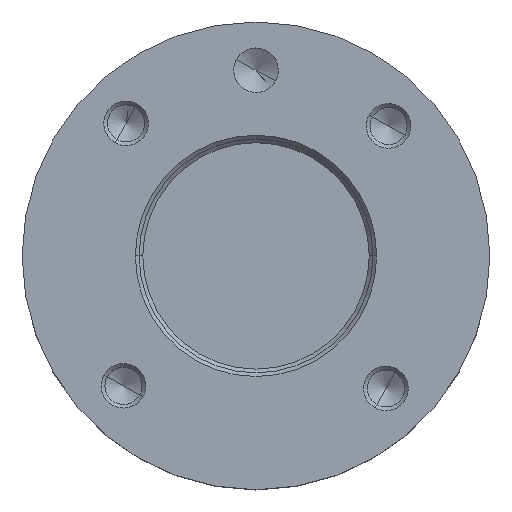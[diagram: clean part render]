
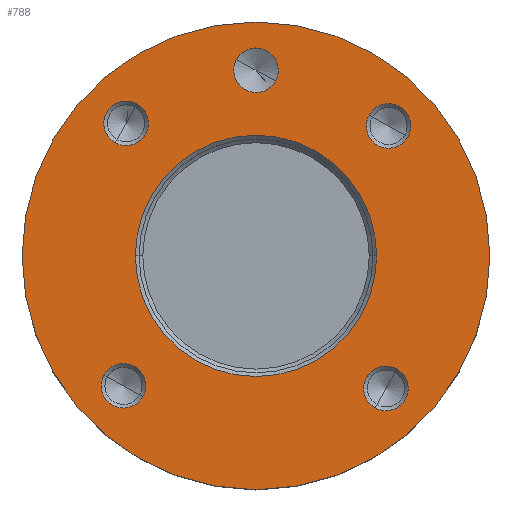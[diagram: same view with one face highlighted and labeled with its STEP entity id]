
A CAD part, top view. The second image highlights one B-rep face of the part: STEP entity #788.
In plain terms, the highlighted planar face has unit normal (0, 0, 1).
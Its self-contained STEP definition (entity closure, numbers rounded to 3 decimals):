
#95=CARTESIAN_POINT('Vertex',(31.5,0.,20.)) ;
#109=CARTESIAN_POINT('Vertex',(-31.5,0.,20.)) ;
#112=CARTESIAN_POINT('Axis2P3D Location',(0.,0.,20.)) ;
#129=CARTESIAN_POINT('Axis2P3D Location',(0.,0.,20.)) ;
#504=CARTESIAN_POINT('Vertex',(16.062,-20.486,20.)) ;
#507=CARTESIAN_POINT('Axis2P3D Location',(17.5,-17.854,20.)) ;
#511=CARTESIAN_POINT('Vertex',(18.938,-15.221,20.)) ;
#531=CARTESIAN_POINT('Axis2P3D Location',(17.5,-17.854,20.)) ;
#552=CARTESIAN_POINT('Vertex',(15.221,18.938,20.)) ;
#555=CARTESIAN_POINT('Axis2P3D Location',(17.854,17.5,20.)) ;
#559=CARTESIAN_POINT('Vertex',(20.486,16.062,20.)) ;
#579=CARTESIAN_POINT('Axis2P3D Location',(17.854,17.5,20.)) ;
#600=CARTESIAN_POINT('Vertex',(-18.938,15.221,20.)) ;
#603=CARTESIAN_POINT('Axis2P3D Location',(-17.5,17.854,20.)) ;
#607=CARTESIAN_POINT('Vertex',(-16.062,20.486,20.)) ;
#627=CARTESIAN_POINT('Axis2P3D Location',(-17.5,17.854,20.)) ;
#648=CARTESIAN_POINT('Vertex',(-15.221,-18.938,20.)) ;
#651=CARTESIAN_POINT('Axis2P3D Location',(-17.854,-17.5,20.)) ;
#655=CARTESIAN_POINT('Vertex',(-20.486,-16.062,20.)) ;
#675=CARTESIAN_POINT('Axis2P3D Location',(-17.854,-17.5,20.)) ;
#692=CARTESIAN_POINT('Axis2P3D Location',(0.,25.,20.)) ;
#696=CARTESIAN_POINT('Vertex',(2.633,23.562,20.)) ;
#698=CARTESIAN_POINT('Vertex',(-2.633,26.438,20.)) ;
#723=CARTESIAN_POINT('Axis2P3D Location',(0.,25.,20.)) ;
#741=CARTESIAN_POINT('Axis2P3D Location',(0.,0.,20.)) ;
#750=CARTESIAN_POINT('Axis2P3D Location',(0.,0.,20.)) ;
#754=CARTESIAN_POINT('Vertex',(-16.25,0.,20.)) ;
#756=CARTESIAN_POINT('Vertex',(16.25,0.,20.)) ;
#759=CARTESIAN_POINT('Axis2P3D Location',(0.,0.,20.)) ;
#113=DIRECTION('Axis2P3D Direction',(0.,0.,1.)) ;
#130=DIRECTION('Axis2P3D Direction',(0.,0.,1.)) ;
#508=DIRECTION('Axis2P3D Direction',(0.,0.,1.)) ;
#532=DIRECTION('Axis2P3D Direction',(0.,0.,1.)) ;
#556=DIRECTION('Axis2P3D Direction',(0.,0.,1.)) ;
#580=DIRECTION('Axis2P3D Direction',(-0.,0.,1.)) ;
#604=DIRECTION('Axis2P3D Direction',(0.,0.,1.)) ;
#628=DIRECTION('Axis2P3D Direction',(0.,0.,1.)) ;
#652=DIRECTION('Axis2P3D Direction',(0.,0.,1.)) ;
#676=DIRECTION('Axis2P3D Direction',(0.,-0.,1.)) ;
#693=DIRECTION('Axis2P3D Direction',(0.,-0.,-1.)) ;
#724=DIRECTION('Axis2P3D Direction',(0.,-0.,-1.)) ;
#742=DIRECTION('Axis2P3D Direction',(0.,0.,1.)) ;
#743=DIRECTION('Axis2P3D XDirection',(1.,0.,0.)) ;
#751=DIRECTION('Axis2P3D Direction',(0.,0.,1.)) ;
#760=DIRECTION('Axis2P3D Direction',(0.,0.,1.)) ;
#114=AXIS2_PLACEMENT_3D('Circle Axis2P3D',#112,#113,$) ;
#131=AXIS2_PLACEMENT_3D('Circle Axis2P3D',#129,#130,$) ;
#509=AXIS2_PLACEMENT_3D('Circle Axis2P3D',#507,#508,$) ;
#533=AXIS2_PLACEMENT_3D('Circle Axis2P3D',#531,#532,$) ;
#557=AXIS2_PLACEMENT_3D('Circle Axis2P3D',#555,#556,$) ;
#581=AXIS2_PLACEMENT_3D('Circle Axis2P3D',#579,#580,$) ;
#605=AXIS2_PLACEMENT_3D('Circle Axis2P3D',#603,#604,$) ;
#629=AXIS2_PLACEMENT_3D('Circle Axis2P3D',#627,#628,$) ;
#653=AXIS2_PLACEMENT_3D('Circle Axis2P3D',#651,#652,$) ;
#677=AXIS2_PLACEMENT_3D('Circle Axis2P3D',#675,#676,$) ;
#694=AXIS2_PLACEMENT_3D('Circle Axis2P3D',#692,#693,$) ;
#725=AXIS2_PLACEMENT_3D('Circle Axis2P3D',#723,#724,$) ;
#744=AXIS2_PLACEMENT_3D('Plane Axis2P3D',#741,#742,#743) ;
#752=AXIS2_PLACEMENT_3D('Circle Axis2P3D',#750,#751,$) ;
#761=AXIS2_PLACEMENT_3D('Circle Axis2P3D',#759,#760,$) ;
#747=ORIENTED_EDGE('',*,*,#116,.T.) ;
#748=ORIENTED_EDGE('',*,*,#133,.T.) ;
#765=ORIENTED_EDGE('',*,*,#758,.F.) ;
#766=ORIENTED_EDGE('',*,*,#763,.F.) ;
#769=ORIENTED_EDGE('',*,*,#727,.F.) ;
#770=ORIENTED_EDGE('',*,*,#700,.F.) ;
#773=ORIENTED_EDGE('',*,*,#679,.F.) ;
#774=ORIENTED_EDGE('',*,*,#657,.F.) ;
#777=ORIENTED_EDGE('',*,*,#631,.F.) ;
#778=ORIENTED_EDGE('',*,*,#609,.F.) ;
#781=ORIENTED_EDGE('',*,*,#583,.F.) ;
#782=ORIENTED_EDGE('',*,*,#561,.F.) ;
#785=ORIENTED_EDGE('',*,*,#535,.F.) ;
#786=ORIENTED_EDGE('',*,*,#513,.F.) ;
#767=FACE_BOUND('',#764,.T.) ;
#771=FACE_BOUND('',#768,.T.) ;
#775=FACE_BOUND('',#772,.T.) ;
#779=FACE_BOUND('',#776,.T.) ;
#783=FACE_BOUND('',#780,.T.) ;
#787=FACE_BOUND('',#784,.T.) ;
#788=ADVANCED_FACE('WorkBody',(#749,#767,#771,#775,#779,#783,#787),#745,.T.) ;
#115=CIRCLE('generated circle',#114,31.5) ;
#132=CIRCLE('generated circle',#131,31.5) ;
#510=CIRCLE('generated circle',#509,3.) ;
#534=CIRCLE('generated circle',#533,3.) ;
#558=CIRCLE('generated circle',#557,3.) ;
#582=CIRCLE('generated circle',#581,3.) ;
#606=CIRCLE('generated circle',#605,3.) ;
#630=CIRCLE('generated circle',#629,3.) ;
#654=CIRCLE('generated circle',#653,3.) ;
#678=CIRCLE('generated circle',#677,3.) ;
#695=CIRCLE('generated circle',#694,3.) ;
#726=CIRCLE('generated circle',#725,3.) ;
#753=CIRCLE('generated circle',#752,16.25) ;
#762=CIRCLE('generated circle',#761,16.25) ;
#116=EDGE_CURVE('',#96,#110,#115,.T.) ;
#133=EDGE_CURVE('',#110,#96,#132,.T.) ;
#513=EDGE_CURVE('',#505,#512,#510,.T.) ;
#535=EDGE_CURVE('',#512,#505,#534,.T.) ;
#561=EDGE_CURVE('',#553,#560,#558,.T.) ;
#583=EDGE_CURVE('',#560,#553,#582,.T.) ;
#609=EDGE_CURVE('',#601,#608,#606,.T.) ;
#631=EDGE_CURVE('',#608,#601,#630,.T.) ;
#657=EDGE_CURVE('',#649,#656,#654,.T.) ;
#679=EDGE_CURVE('',#656,#649,#678,.T.) ;
#700=EDGE_CURVE('',#697,#699,#695,.F.) ;
#727=EDGE_CURVE('',#699,#697,#726,.F.) ;
#758=EDGE_CURVE('',#755,#757,#753,.T.) ;
#763=EDGE_CURVE('',#757,#755,#762,.T.) ;
#746=EDGE_LOOP('',(#747,#748)) ;
#764=EDGE_LOOP('',(#765,#766)) ;
#768=EDGE_LOOP('',(#769,#770)) ;
#772=EDGE_LOOP('',(#773,#774)) ;
#776=EDGE_LOOP('',(#777,#778)) ;
#780=EDGE_LOOP('',(#781,#782)) ;
#784=EDGE_LOOP('',(#785,#786)) ;
#749=FACE_OUTER_BOUND('',#746,.T.) ;
#745=PLANE('Plane',#744) ;
#96=VERTEX_POINT('',#95) ;
#110=VERTEX_POINT('',#109) ;
#505=VERTEX_POINT('',#504) ;
#512=VERTEX_POINT('',#511) ;
#553=VERTEX_POINT('',#552) ;
#560=VERTEX_POINT('',#559) ;
#601=VERTEX_POINT('',#600) ;
#608=VERTEX_POINT('',#607) ;
#649=VERTEX_POINT('',#648) ;
#656=VERTEX_POINT('',#655) ;
#697=VERTEX_POINT('',#696) ;
#699=VERTEX_POINT('',#698) ;
#755=VERTEX_POINT('',#754) ;
#757=VERTEX_POINT('',#756) ;
